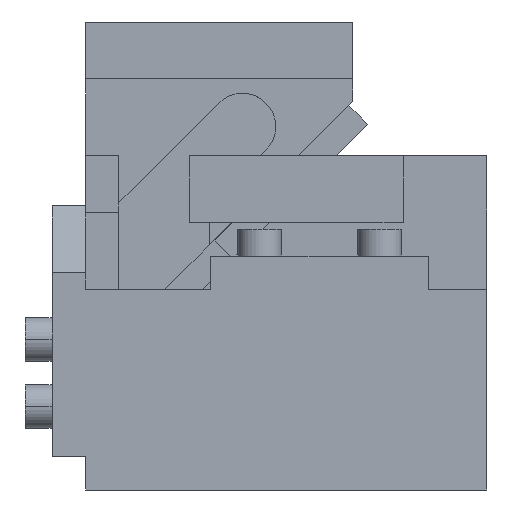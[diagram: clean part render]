
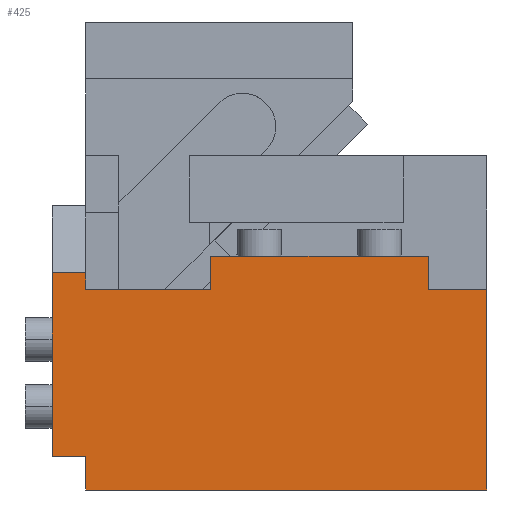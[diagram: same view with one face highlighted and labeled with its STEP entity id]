
A CAD part, front view. The second image highlights one B-rep face of the part: STEP entity #425.
In plain terms, the highlighted planar face has unit normal (0, -1, 0).
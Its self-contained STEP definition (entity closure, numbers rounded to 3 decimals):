
#203=CARTESIAN_POINT('Vertex',(36.5,-49.,170.296)) ;
#206=CARTESIAN_POINT('Line Origine',(69.,-49.,170.296)) ;
#210=CARTESIAN_POINT('Vertex',(101.5,-49.,170.296)) ;
#322=CARTESIAN_POINT('Vertex',(36.5,-49.,160.296)) ;
#325=CARTESIAN_POINT('Line Origine',(36.5,-49.,165.296)) ;
#338=CARTESIAN_POINT('Axis2P3D Location',(119.,-49.,160.296)) ;
#343=CARTESIAN_POINT('Line Origine',(-6.,-49.,165.296)) ;
#347=CARTESIAN_POINT('Vertex',(-11.,-49.,165.296)) ;
#349=CARTESIAN_POINT('Vertex',(-1.,-49.,165.296)) ;
#352=CARTESIAN_POINT('Line Origine',(-11.,-49.,137.796)) ;
#356=CARTESIAN_POINT('Vertex',(-11.,-49.,110.296)) ;
#359=CARTESIAN_POINT('Line Origine',(-6.,-49.,110.296)) ;
#363=CARTESIAN_POINT('Vertex',(-1.,-49.,110.296)) ;
#366=CARTESIAN_POINT('Line Origine',(-1.,-49.,105.296)) ;
#370=CARTESIAN_POINT('Vertex',(-1.,-49.,100.296)) ;
#373=CARTESIAN_POINT('Line Origine',(59.,-49.,100.296)) ;
#377=CARTESIAN_POINT('Vertex',(119.,-49.,100.296)) ;
#380=CARTESIAN_POINT('Line Origine',(119.,-49.,130.296)) ;
#384=CARTESIAN_POINT('Vertex',(119.,-49.,160.296)) ;
#387=CARTESIAN_POINT('Line Origine',(110.25,-49.,160.296)) ;
#391=CARTESIAN_POINT('Vertex',(101.5,-49.,160.296)) ;
#394=CARTESIAN_POINT('Line Origine',(101.5,-49.,165.296)) ;
#399=CARTESIAN_POINT('Line Origine',(17.75,-49.,160.296)) ;
#403=CARTESIAN_POINT('Vertex',(-1.,-49.,160.296)) ;
#406=CARTESIAN_POINT('Line Origine',(-1.,-49.,162.796)) ;
#207=DIRECTION('Vector Direction',(-1.,0.,0.)) ;
#326=DIRECTION('Vector Direction',(0.,0.,1.)) ;
#339=DIRECTION('Axis2P3D Direction',(0.,1.,0.)) ;
#340=DIRECTION('Axis2P3D XDirection',(0.,0.,-1.)) ;
#344=DIRECTION('Vector Direction',(1.,0.,0.)) ;
#353=DIRECTION('Vector Direction',(0.,0.,1.)) ;
#360=DIRECTION('Vector Direction',(1.,0.,0.)) ;
#367=DIRECTION('Vector Direction',(0.,0.,-1.)) ;
#374=DIRECTION('Vector Direction',(-1.,0.,0.)) ;
#381=DIRECTION('Vector Direction',(0.,0.,-1.)) ;
#388=DIRECTION('Vector Direction',(-1.,0.,0.)) ;
#395=DIRECTION('Vector Direction',(0.,0.,1.)) ;
#400=DIRECTION('Vector Direction',(-1.,0.,0.)) ;
#407=DIRECTION('Vector Direction',(0.,0.,1.)) ;
#341=AXIS2_PLACEMENT_3D('Plane Axis2P3D',#338,#339,#340) ;
#412=ORIENTED_EDGE('',*,*,#351,.F.) ;
#413=ORIENTED_EDGE('',*,*,#358,.F.) ;
#414=ORIENTED_EDGE('',*,*,#365,.F.) ;
#415=ORIENTED_EDGE('',*,*,#372,.T.) ;
#416=ORIENTED_EDGE('',*,*,#379,.F.) ;
#417=ORIENTED_EDGE('',*,*,#386,.F.) ;
#418=ORIENTED_EDGE('',*,*,#393,.T.) ;
#419=ORIENTED_EDGE('',*,*,#398,.F.) ;
#420=ORIENTED_EDGE('',*,*,#212,.F.) ;
#421=ORIENTED_EDGE('',*,*,#329,.T.) ;
#422=ORIENTED_EDGE('',*,*,#405,.T.) ;
#423=ORIENTED_EDGE('',*,*,#410,.T.) ;
#208=VECTOR('Line Direction',#207,1.) ;
#327=VECTOR('Line Direction',#326,1.) ;
#345=VECTOR('Line Direction',#344,1.) ;
#354=VECTOR('Line Direction',#353,1.) ;
#361=VECTOR('Line Direction',#360,1.) ;
#368=VECTOR('Line Direction',#367,1.) ;
#375=VECTOR('Line Direction',#374,1.) ;
#382=VECTOR('Line Direction',#381,1.) ;
#389=VECTOR('Line Direction',#388,1.) ;
#396=VECTOR('Line Direction',#395,1.) ;
#401=VECTOR('Line Direction',#400,1.) ;
#408=VECTOR('Line Direction',#407,1.) ;
#425=ADVANCED_FACE('CAM HOLDER',(#424),#342,.F.) ;
#212=EDGE_CURVE('',#204,#211,#209,.F.) ;
#329=EDGE_CURVE('',#204,#323,#328,.F.) ;
#351=EDGE_CURVE('',#348,#350,#346,.T.) ;
#358=EDGE_CURVE('',#357,#348,#355,.T.) ;
#365=EDGE_CURVE('',#364,#357,#362,.F.) ;
#372=EDGE_CURVE('',#364,#371,#369,.T.) ;
#379=EDGE_CURVE('',#378,#371,#376,.T.) ;
#386=EDGE_CURVE('',#385,#378,#383,.T.) ;
#393=EDGE_CURVE('',#385,#392,#390,.T.) ;
#398=EDGE_CURVE('',#211,#392,#397,.F.) ;
#405=EDGE_CURVE('',#323,#404,#402,.T.) ;
#410=EDGE_CURVE('',#404,#350,#409,.T.) ;
#411=EDGE_LOOP('',(#412,#413,#414,#415,#416,#417,#418,#419,#420,#421,#422,#423)) ;
#424=FACE_OUTER_BOUND('',#411,.T.) ;
#209=LINE('Line',#206,#208) ;
#328=LINE('Line',#325,#327) ;
#346=LINE('Line',#343,#345) ;
#355=LINE('Line',#352,#354) ;
#362=LINE('Line',#359,#361) ;
#369=LINE('Line',#366,#368) ;
#376=LINE('Line',#373,#375) ;
#383=LINE('Line',#380,#382) ;
#390=LINE('Line',#387,#389) ;
#397=LINE('Line',#394,#396) ;
#402=LINE('Line',#399,#401) ;
#409=LINE('Line',#406,#408) ;
#342=PLANE('Plane',#341) ;
#204=VERTEX_POINT('',#203) ;
#211=VERTEX_POINT('',#210) ;
#323=VERTEX_POINT('',#322) ;
#348=VERTEX_POINT('',#347) ;
#350=VERTEX_POINT('',#349) ;
#357=VERTEX_POINT('',#356) ;
#364=VERTEX_POINT('',#363) ;
#371=VERTEX_POINT('',#370) ;
#378=VERTEX_POINT('',#377) ;
#385=VERTEX_POINT('',#384) ;
#392=VERTEX_POINT('',#391) ;
#404=VERTEX_POINT('',#403) ;
